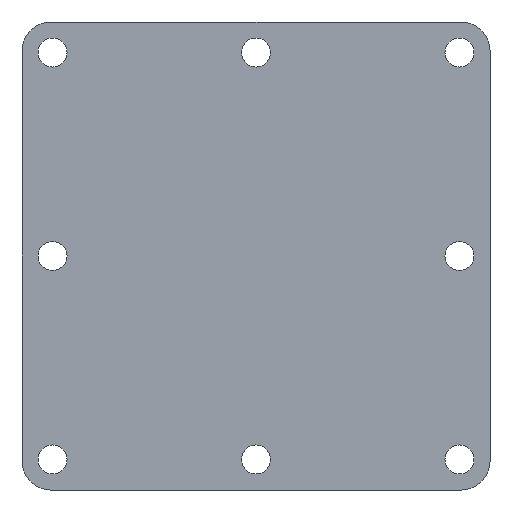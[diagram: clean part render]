
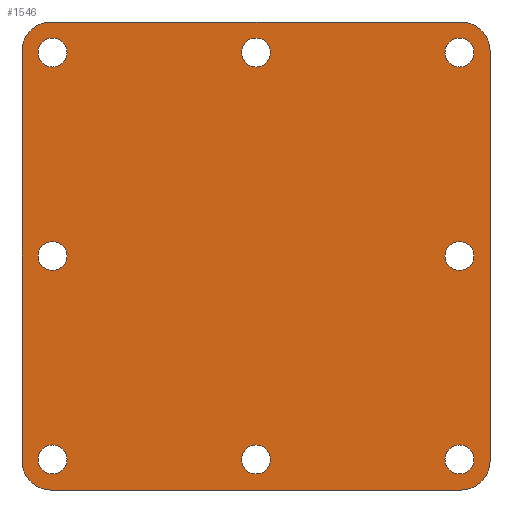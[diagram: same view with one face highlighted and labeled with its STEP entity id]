
A CAD part, front view. The second image highlights one B-rep face of the part: STEP entity #1546.
In plain terms, the highlighted planar face has unit normal (0, -1, 0).
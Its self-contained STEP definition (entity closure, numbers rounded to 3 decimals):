
#80=FACE_BOUND('',#350,.T.);
#81=FACE_BOUND('',#351,.T.);
#82=FACE_BOUND('',#352,.T.);
#83=FACE_BOUND('',#353,.T.);
#84=FACE_BOUND('',#354,.T.);
#85=FACE_BOUND('',#355,.T.);
#86=FACE_BOUND('',#356,.T.);
#87=FACE_BOUND('',#357,.T.);
#128=PLANE('',#1776);
#225=FACE_OUTER_BOUND('',#349,.T.);
#349=EDGE_LOOP('',(#1416,#1417,#1418,#1419,#1420,#1421,#1422,#1423));
#350=EDGE_LOOP('',(#1424));
#351=EDGE_LOOP('',(#1425));
#352=EDGE_LOOP('',(#1426));
#353=EDGE_LOOP('',(#1427));
#354=EDGE_LOOP('',(#1428));
#355=EDGE_LOOP('',(#1429));
#356=EDGE_LOOP('',(#1430));
#357=EDGE_LOOP('',(#1431));
#416=LINE('',#2580,#516);
#422=LINE('',#2595,#522);
#424=LINE('',#2601,#524);
#457=LINE('',#2732,#557);
#516=VECTOR('',#2083,10.);
#522=VECTOR('',#2099,10.);
#524=VECTOR('',#2107,10.);
#557=VECTOR('',#2288,10.);
#622=CIRCLE('',#1672,7.125);
#641=CIRCLE('',#1694,7.125);
#642=CIRCLE('',#1696,7.125);
#643=CIRCLE('',#1699,7.125);
#646=CIRCLE('',#1706,3.563);
#649=CIRCLE('',#1712,3.563);
#652=CIRCLE('',#1718,3.563);
#655=CIRCLE('',#1724,3.563);
#658=CIRCLE('',#1730,3.563);
#661=CIRCLE('',#1736,3.563);
#664=CIRCLE('',#1742,3.563);
#667=CIRCLE('',#1748,3.563);
#741=VERTEX_POINT('',#2513);
#742=VERTEX_POINT('',#2515);
#772=VERTEX_POINT('',#2579);
#773=VERTEX_POINT('',#2583);
#774=VERTEX_POINT('',#2587);
#775=VERTEX_POINT('',#2589);
#776=VERTEX_POINT('',#2593);
#777=VERTEX_POINT('',#2597);
#780=VERTEX_POINT('',#2612);
#783=VERTEX_POINT('',#2625);
#786=VERTEX_POINT('',#2638);
#789=VERTEX_POINT('',#2651);
#792=VERTEX_POINT('',#2664);
#795=VERTEX_POINT('',#2677);
#798=VERTEX_POINT('',#2690);
#801=VERTEX_POINT('',#2703);
#911=EDGE_CURVE('',#741,#742,#622,.T.);
#943=EDGE_CURVE('',#742,#772,#416,.T.);
#945=EDGE_CURVE('',#772,#773,#641,.T.);
#948=EDGE_CURVE('',#774,#775,#642,.T.);
#951=EDGE_CURVE('',#776,#774,#422,.T.);
#953=EDGE_CURVE('',#777,#776,#643,.T.);
#954=EDGE_CURVE('',#773,#777,#424,.T.);
#961=EDGE_CURVE('',#780,#780,#646,.T.);
#968=EDGE_CURVE('',#783,#783,#649,.T.);
#975=EDGE_CURVE('',#786,#786,#652,.T.);
#982=EDGE_CURVE('',#789,#789,#655,.T.);
#989=EDGE_CURVE('',#792,#792,#658,.T.);
#996=EDGE_CURVE('',#795,#795,#661,.T.);
#1003=EDGE_CURVE('',#798,#798,#664,.T.);
#1010=EDGE_CURVE('',#801,#801,#667,.T.);
#1011=EDGE_CURVE('',#775,#741,#457,.T.);
#1416=ORIENTED_EDGE('',*,*,#911,.F.);
#1417=ORIENTED_EDGE('',*,*,#1011,.F.);
#1418=ORIENTED_EDGE('',*,*,#948,.F.);
#1419=ORIENTED_EDGE('',*,*,#951,.F.);
#1420=ORIENTED_EDGE('',*,*,#953,.F.);
#1421=ORIENTED_EDGE('',*,*,#954,.F.);
#1422=ORIENTED_EDGE('',*,*,#945,.F.);
#1423=ORIENTED_EDGE('',*,*,#943,.F.);
#1424=ORIENTED_EDGE('',*,*,#961,.T.);
#1425=ORIENTED_EDGE('',*,*,#968,.T.);
#1426=ORIENTED_EDGE('',*,*,#975,.T.);
#1427=ORIENTED_EDGE('',*,*,#982,.T.);
#1428=ORIENTED_EDGE('',*,*,#989,.T.);
#1429=ORIENTED_EDGE('',*,*,#996,.T.);
#1430=ORIENTED_EDGE('',*,*,#1003,.T.);
#1431=ORIENTED_EDGE('',*,*,#1010,.T.);
#1546=ADVANCED_FACE('',(#225,#80,#81,#82,#83,#84,#85,#86,#87),#128,.F.);
#1672=AXIS2_PLACEMENT_3D('',#2516,#2028,#2029);
#1694=AXIS2_PLACEMENT_3D('',#2584,#2087,#2088);
#1696=AXIS2_PLACEMENT_3D('',#2590,#2093,#2094);
#1699=AXIS2_PLACEMENT_3D('',#2599,#2103,#2104);
#1706=AXIS2_PLACEMENT_3D('',#2614,#2122,#2123);
#1712=AXIS2_PLACEMENT_3D('',#2627,#2138,#2139);
#1718=AXIS2_PLACEMENT_3D('',#2640,#2154,#2155);
#1724=AXIS2_PLACEMENT_3D('',#2653,#2170,#2171);
#1730=AXIS2_PLACEMENT_3D('',#2666,#2186,#2187);
#1736=AXIS2_PLACEMENT_3D('',#2679,#2202,#2203);
#1742=AXIS2_PLACEMENT_3D('',#2692,#2218,#2219);
#1748=AXIS2_PLACEMENT_3D('',#2705,#2234,#2235);
#1776=AXIS2_PLACEMENT_3D('',#2734,#2291,#2292);
#2028=DIRECTION('center_axis',(0.,1.,0.));
#2029=DIRECTION('ref_axis',(-0.707,0.,-0.707));
#2083=DIRECTION('',(0.,0.,1.));
#2087=DIRECTION('center_axis',(0.,1.,0.));
#2088=DIRECTION('ref_axis',(-0.707,0.,0.707));
#2093=DIRECTION('center_axis',(0.,1.,0.));
#2094=DIRECTION('ref_axis',(0.707,0.,-0.707));
#2099=DIRECTION('',(0.,0.,-1.));
#2103=DIRECTION('center_axis',(0.,1.,0.));
#2104=DIRECTION('ref_axis',(0.707,0.,0.707));
#2107=DIRECTION('',(1.,0.,0.));
#2122=DIRECTION('center_axis',(0.,1.,0.));
#2123=DIRECTION('ref_axis',(1.,0.,0.));
#2138=DIRECTION('center_axis',(0.,1.,0.));
#2139=DIRECTION('ref_axis',(1.,0.,0.));
#2154=DIRECTION('center_axis',(0.,1.,0.));
#2155=DIRECTION('ref_axis',(1.,0.,0.));
#2170=DIRECTION('center_axis',(0.,1.,0.));
#2171=DIRECTION('ref_axis',(1.,0.,0.));
#2186=DIRECTION('center_axis',(0.,1.,0.));
#2187=DIRECTION('ref_axis',(1.,0.,0.));
#2202=DIRECTION('center_axis',(0.,1.,0.));
#2203=DIRECTION('ref_axis',(1.,0.,0.));
#2218=DIRECTION('center_axis',(0.,1.,0.));
#2219=DIRECTION('ref_axis',(1.,0.,0.));
#2234=DIRECTION('center_axis',(0.,1.,0.));
#2235=DIRECTION('ref_axis',(1.,0.,0.));
#2288=DIRECTION('',(-1.,0.,0.));
#2291=DIRECTION('center_axis',(0.,1.,0.));
#2292=DIRECTION('ref_axis',(0.,0.,1.));
#2513=CARTESIAN_POINT('',(-50.375,0.,-57.5));
#2515=CARTESIAN_POINT('',(-57.5,0.,-50.375));
#2516=CARTESIAN_POINT('Origin',(-50.375,0.,-50.375));
#2579=CARTESIAN_POINT('',(-57.5,0.,50.375));
#2580=CARTESIAN_POINT('',(-57.5,0.,-57.5));
#2583=CARTESIAN_POINT('',(-50.375,0.,57.5));
#2584=CARTESIAN_POINT('Origin',(-50.375,0.,50.375));
#2587=CARTESIAN_POINT('',(57.5,0.,-50.375));
#2589=CARTESIAN_POINT('',(50.375,0.,-57.5));
#2590=CARTESIAN_POINT('Origin',(50.375,0.,-50.375));
#2593=CARTESIAN_POINT('',(57.5,0.,50.375));
#2595=CARTESIAN_POINT('',(57.5,0.,57.5));
#2597=CARTESIAN_POINT('',(50.375,0.,57.5));
#2599=CARTESIAN_POINT('Origin',(50.375,0.,50.375));
#2601=CARTESIAN_POINT('',(-57.5,0.,57.5));
#2612=CARTESIAN_POINT('',(-3.563,0.,-50.));
#2614=CARTESIAN_POINT('Origin',(0.,0.,-50.));
#2625=CARTESIAN_POINT('',(46.438,0.,0.));
#2627=CARTESIAN_POINT('Origin',(50.,0.,0.));
#2638=CARTESIAN_POINT('',(-3.563,0.,50.));
#2640=CARTESIAN_POINT('Origin',(0.,0.,50.));
#2651=CARTESIAN_POINT('',(-53.563,0.,0.));
#2653=CARTESIAN_POINT('Origin',(-50.,0.,0.));
#2664=CARTESIAN_POINT('',(46.438,0.,-50.));
#2666=CARTESIAN_POINT('Origin',(50.,0.,-50.));
#2677=CARTESIAN_POINT('',(-53.563,0.,-50.));
#2679=CARTESIAN_POINT('Origin',(-50.,0.,-50.));
#2690=CARTESIAN_POINT('',(46.438,0.,50.));
#2692=CARTESIAN_POINT('Origin',(50.,0.,50.));
#2703=CARTESIAN_POINT('',(-53.563,0.,50.));
#2705=CARTESIAN_POINT('Origin',(-50.,0.,50.));
#2732=CARTESIAN_POINT('',(57.5,0.,-57.5));
#2734=CARTESIAN_POINT('Origin',(0.,0.,0.));
